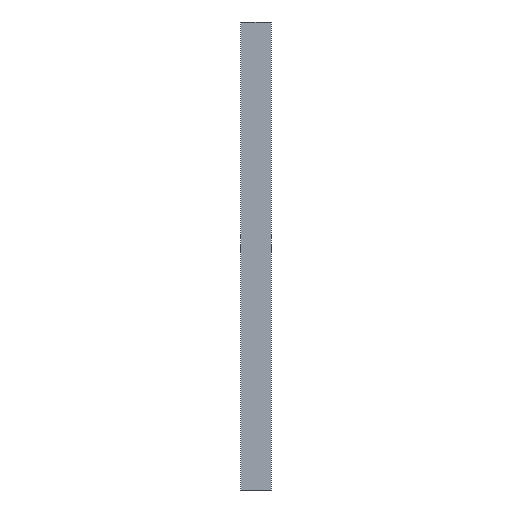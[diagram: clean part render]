
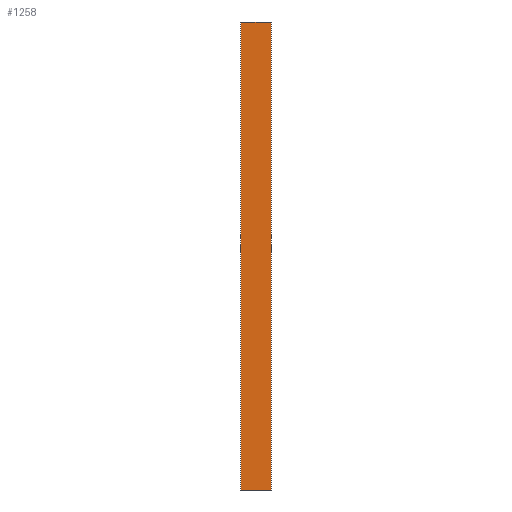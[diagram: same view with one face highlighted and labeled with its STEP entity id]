
A CAD part, front view. The second image highlights one B-rep face of the part: STEP entity #1258.
In plain terms, the highlighted planar face has unit normal (0, -1, 0).
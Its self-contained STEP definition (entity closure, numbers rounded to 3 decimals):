
#18 = VECTOR ( 'NONE', #287, 1000. ) ;
#96 = ORIENTED_EDGE ( 'NONE', *, *, #732, .F. ) ;
#220 = VERTEX_POINT ( 'NONE', #1688 ) ;
#285 = ORIENTED_EDGE ( 'NONE', *, *, #341, .T. ) ;
#287 = DIRECTION ( 'NONE',  ( 1., 0., 0. ) ) ;
#319 = LINE ( 'NONE', #1721, #1115 ) ;
#337 = AXIS2_PLACEMENT_3D ( 'NONE', #998, #536, #1349 ) ;
#341 = EDGE_CURVE ( 'NONE', #220, #2005, #319, .T. ) ;
#363 = CARTESIAN_POINT ( 'NONE',  ( 65., -70., 0. ) ) ;
#422 = CARTESIAN_POINT ( 'NONE',  ( 65., -70., 2000. ) ) ;
#513 = VERTEX_POINT ( 'NONE', #363 ) ;
#525 = FACE_OUTER_BOUND ( 'NONE', #1970, .T. ) ;
#536 = DIRECTION ( 'NONE',  ( 0., 1., 0. ) ) ;
#582 = DIRECTION ( 'NONE',  ( 1., 0., 0. ) ) ;
#624 = ORIENTED_EDGE ( 'NONE', *, *, #1430, .T. ) ;
#710 = ORIENTED_EDGE ( 'NONE', *, *, #882, .F. ) ;
#732 = EDGE_CURVE ( 'NONE', #220, #1013, #1111, .T. ) ;
#882 = EDGE_CURVE ( 'NONE', #1013, #513, #1308, .T. ) ;
#902 = CARTESIAN_POINT ( 'NONE',  ( -62., -70., 0. ) ) ;
#937 = DIRECTION ( 'NONE',  ( 0., 0., -1. ) ) ;
#998 = CARTESIAN_POINT ( 'NONE',  ( -62., -70., 2000. ) ) ;
#1013 = VERTEX_POINT ( 'NONE', #422 ) ;
#1111 = LINE ( 'NONE', #2027, #18 ) ;
#1115 = VECTOR ( 'NONE', #937, 1000. ) ;
#1258 = ADVANCED_FACE ( 'NONE', ( #525 ), #1807, .F. ) ;
#1308 = LINE ( 'NONE', #1801, #1508 ) ;
#1349 = DIRECTION ( 'NONE',  ( 0., 0., 1. ) ) ;
#1368 = LINE ( 'NONE', #902, #1600 ) ;
#1430 = EDGE_CURVE ( 'NONE', #2005, #513, #1368, .T. ) ;
#1506 = DIRECTION ( 'NONE',  ( 0., 0., -1. ) ) ;
#1508 = VECTOR ( 'NONE', #1506, 1000. ) ;
#1600 = VECTOR ( 'NONE', #582, 1000. ) ;
#1673 = CARTESIAN_POINT ( 'NONE',  ( -65., -70., 0. ) ) ;
#1688 = CARTESIAN_POINT ( 'NONE',  ( -65., -70., 2000. ) ) ;
#1721 = CARTESIAN_POINT ( 'NONE',  ( -65., -70., 2000. ) ) ;
#1801 = CARTESIAN_POINT ( 'NONE',  ( 65., -70., 2000. ) ) ;
#1807 = PLANE ( 'NONE',  #337 ) ;
#1970 = EDGE_LOOP ( 'NONE', ( #624, #710, #96, #285 ) ) ;
#2005 = VERTEX_POINT ( 'NONE', #1673 ) ;
#2027 = CARTESIAN_POINT ( 'NONE',  ( -62., -70., 2000. ) ) ;
